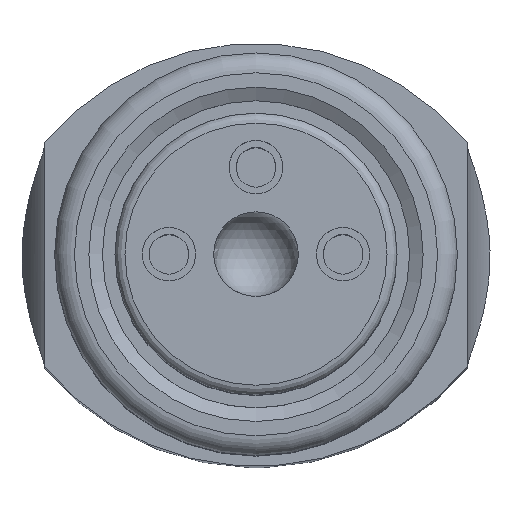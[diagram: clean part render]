
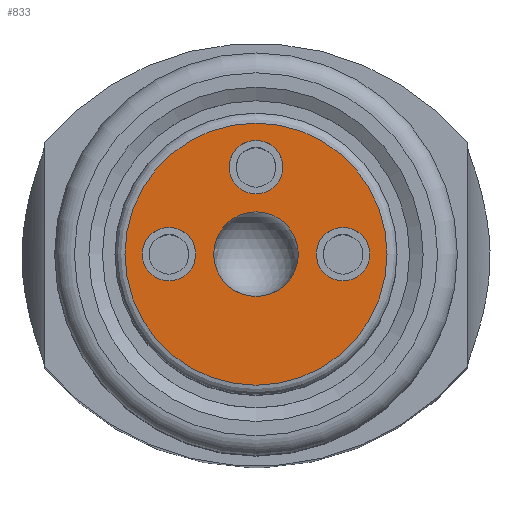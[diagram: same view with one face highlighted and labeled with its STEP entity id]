
A CAD part, top view. The second image highlights one B-rep face of the part: STEP entity #833.
In plain terms, the highlighted planar face has unit normal (0, 0, 1).
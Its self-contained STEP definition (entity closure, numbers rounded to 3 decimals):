
#39=PLANE('',#893);
#104=ORIENTED_EDGE('',*,*,#218,.F.);
#105=ORIENTED_EDGE('',*,*,#219,.F.);
#106=ORIENTED_EDGE('',*,*,#220,.T.);
#107=ORIENTED_EDGE('',*,*,#221,.T.);
#108=ORIENTED_EDGE('',*,*,#222,.T.);
#218=EDGE_CURVE('',#270,#270,#312,.T.);
#219=EDGE_CURVE('',#271,#271,#313,.F.);
#220=EDGE_CURVE('',#272,#272,#314,.T.);
#221=EDGE_CURVE('',#273,#273,#315,.T.);
#222=EDGE_CURVE('',#274,#274,#316,.T.);
#270=VERTEX_POINT('',#1230);
#271=VERTEX_POINT('',#1232);
#272=VERTEX_POINT('',#1234);
#273=VERTEX_POINT('',#1236);
#274=VERTEX_POINT('',#1238);
#312=CIRCLE('',#894,2.635);
#313=CIRCLE('',#895,0.538);
#314=CIRCLE('',#896,0.538);
#315=CIRCLE('',#897,0.538);
#316=CIRCLE('',#898,0.85);
#351=EDGE_LOOP('',(#104));
#352=EDGE_LOOP('',(#105));
#353=EDGE_LOOP('',(#106));
#354=EDGE_LOOP('',(#107));
#355=EDGE_LOOP('',(#108));
#427=FACE_BOUND('',#351,.T.);
#428=FACE_BOUND('',#352,.T.);
#429=FACE_BOUND('',#353,.T.);
#430=FACE_BOUND('',#354,.T.);
#431=FACE_BOUND('',#355,.T.);
#833=ADVANCED_FACE('',(#427,#428,#429,#430,#431),#39,.F.);
#893=AXIS2_PLACEMENT_3D('',#1228,#1004,#1005);
#894=AXIS2_PLACEMENT_3D('',#1229,#1006,#1007);
#895=AXIS2_PLACEMENT_3D('',#1231,#1008,#1009);
#896=AXIS2_PLACEMENT_3D('',#1233,#1010,#1011);
#897=AXIS2_PLACEMENT_3D('',#1235,#1012,#1013);
#898=AXIS2_PLACEMENT_3D('',#1237,#1014,#1015);
#1004=DIRECTION('',(0.,0.,-1.));
#1005=DIRECTION('',(-1.,0.,0.));
#1006=DIRECTION('',(0.,0.,-1.));
#1007=DIRECTION('',(-1.,0.,0.));
#1008=DIRECTION('',(0.,0.,-1.));
#1009=DIRECTION('',(-1.,0.,0.));
#1010=DIRECTION('',(0.,0.,-1.));
#1011=DIRECTION('',(-1.,0.,0.));
#1012=DIRECTION('',(0.,0.,-1.));
#1013=DIRECTION('',(-1.,0.,0.));
#1014=DIRECTION('',(0.,0.,-1.));
#1015=DIRECTION('',(-1.,0.,0.));
#1228=CARTESIAN_POINT('',(0.,0.,0.));
#1229=CARTESIAN_POINT('',(0.,0.,0.));
#1230=CARTESIAN_POINT('',(-2.635,0.,0.));
#1231=CARTESIAN_POINT('',(0.,1.75,0.));
#1232=CARTESIAN_POINT('',(-0.538,1.75,0.));
#1233=CARTESIAN_POINT('',(-1.75,0.,0.));
#1234=CARTESIAN_POINT('',(-2.288,0.,0.));
#1235=CARTESIAN_POINT('',(1.75,0.,0.));
#1236=CARTESIAN_POINT('',(1.213,0.,0.));
#1237=CARTESIAN_POINT('',(0.,0.,0.));
#1238=CARTESIAN_POINT('',(-0.85,0.,0.));
